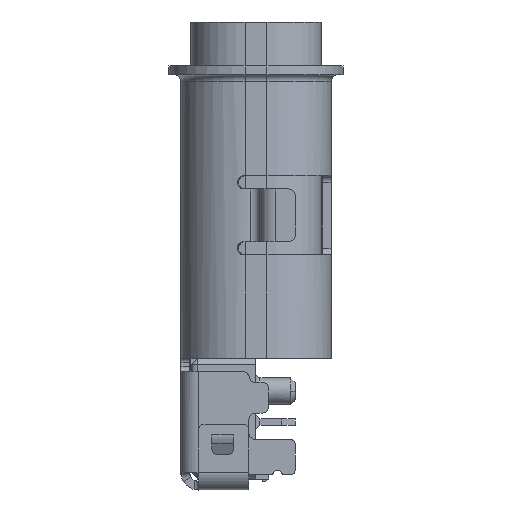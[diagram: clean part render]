
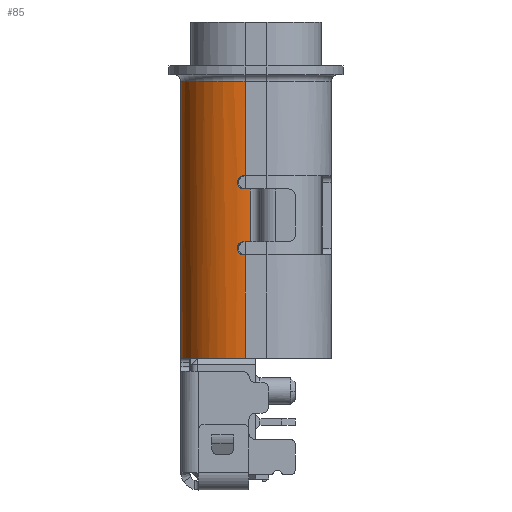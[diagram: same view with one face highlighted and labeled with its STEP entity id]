
A CAD part, left-side view. The second image highlights one B-rep face of the part: STEP entity #85.
In plain terms, the highlighted cylindrical face has radius 1.46 mm (diameter 2.92 mm), a partial arc.
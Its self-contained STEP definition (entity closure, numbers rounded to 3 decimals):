
#85=ADVANCED_FACE('',(#1153),#1154,.T.);
#1153=FACE_OUTER_BOUND('',#3274,.T.);
#1154=CYLINDRICAL_SURFACE('',#3275,1.46);
#3274=EDGE_LOOP('',(#5791,#5792,#5793,#5794,#5795,#5796,#5797,#5798,#5799,#5800,#5801,#5802,#5803,#5804,#5805,#5806));
#3275=AXIS2_PLACEMENT_3D('',#5807,#5808,#5809);
#5791=ORIENTED_EDGE('',*,*,#14318,.T.);
#5792=ORIENTED_EDGE('',*,*,#14358,.T.);
#5793=ORIENTED_EDGE('',*,*,#14359,.T.);
#5794=ORIENTED_EDGE('',*,*,#14127,.T.);
#5795=ORIENTED_EDGE('',*,*,#14360,.T.);
#5796=ORIENTED_EDGE('',*,*,#14361,.T.);
#5797=ORIENTED_EDGE('',*,*,#14362,.T.);
#5798=ORIENTED_EDGE('',*,*,#14363,.T.);
#5799=ORIENTED_EDGE('',*,*,#14364,.T.);
#5800=ORIENTED_EDGE('',*,*,#14365,.T.);
#5801=ORIENTED_EDGE('',*,*,#14366,.T.);
#5802=ORIENTED_EDGE('',*,*,#14367,.T.);
#5803=ORIENTED_EDGE('',*,*,#14368,.F.);
#5804=ORIENTED_EDGE('',*,*,#14369,.F.);
#5805=ORIENTED_EDGE('',*,*,#14338,.T.);
#5806=ORIENTED_EDGE('',*,*,#14347,.T.);
#5807=CARTESIAN_POINT('',(-3.14,0.54,-4.728));
#5808=DIRECTION('',(0.0,0.0,-1.0));
#5809=DIRECTION('',(0.0,1.0,0.0));
#14127=EDGE_CURVE('',#17067,#17064,#17068,.T.);
#14318=EDGE_CURVE('',#17427,#17425,#17428,.T.);
#14338=EDGE_CURVE('',#17465,#17466,#17467,.T.);
#14347=EDGE_CURVE('',#17466,#17427,#17480,.T.);
#14358=EDGE_CURVE('',#17425,#17495,#17496,.T.);
#14359=EDGE_CURVE('',#17495,#17067,#17497,.T.);
#14360=EDGE_CURVE('',#17064,#17498,#17499,.T.);
#14361=EDGE_CURVE('',#17498,#17500,#17501,.T.);
#14362=EDGE_CURVE('',#17500,#17502,#17503,.T.);
#14363=EDGE_CURVE('',#17502,#17504,#17505,.T.);
#14364=EDGE_CURVE('',#17504,#17506,#17507,.T.);
#14365=EDGE_CURVE('',#17506,#17508,#17509,.T.);
#14366=EDGE_CURVE('',#17508,#17510,#17511,.T.);
#14367=EDGE_CURVE('',#17510,#17512,#17513,.T.);
#14368=EDGE_CURVE('',#17514,#17512,#17515,.T.);
#14369=EDGE_CURVE('',#17465,#17514,#17516,.T.);
#17064=VERTEX_POINT('',#21692);
#17067=VERTEX_POINT('',#21696);
#17068=B_SPLINE_CURVE_WITH_KNOTS('',3,(#21697,#21698,#21699,#21700,#21701,#21702,#21703,#21704),.UNSPECIFIED.,.F.,.F.,(4,1,1,1,1,4),(0.,0.2,0.4,0.6,0.8,1.0),.UNSPECIFIED.);
#17425=VERTEX_POINT('',#22214);
#17427=VERTEX_POINT('',#22217);
#17428=CIRCLE('',#22218,1.46);
#17465=VERTEX_POINT('',#22266);
#17466=VERTEX_POINT('',#22267);
#17467=CIRCLE('',#22268,1.46);
#17480=CIRCLE('',#22286,1.46);
#17495=VERTEX_POINT('',#22309);
#17496=LINE('',#22310,#22311);
#17497=CIRCLE('',#22312,1.46);
#17498=VERTEX_POINT('',#22313);
#17499=B_SPLINE_CURVE_WITH_KNOTS('',3,(#22314,#22315,#22316,#22317,#22318,#22319,#22320,#22321),.UNSPECIFIED.,.F.,.F.,(4,1,1,1,1,4),(0.0,0.2,0.4,0.6,0.8,1.0),.UNSPECIFIED.);
#17500=VERTEX_POINT('',#22322);
#17501=CIRCLE('',#22323,1.46);
#17502=VERTEX_POINT('',#22324);
#17503=LINE('',#22325,#22326);
#17504=VERTEX_POINT('',#22327);
#17505=CIRCLE('',#22328,1.46);
#17506=VERTEX_POINT('',#22329);
#17507=B_SPLINE_CURVE_WITH_KNOTS('',3,(#22330,#22331,#22332,#22333,#22334,#22335,#22336,#22337,#22338,#22339,#22340,#22341,#22342),.UNSPECIFIED.,.F.,.F.,(4,1,1,1,1,1,1,1,1,1,4),(0.0,0.1,0.2,0.3,0.4,0.5,0.6,0.7,0.8,0.9,1.0),.UNSPECIFIED.);
#17508=VERTEX_POINT('',#22343);
#17509=CIRCLE('',#22344,1.46);
#17510=VERTEX_POINT('',#22345);
#17511=LINE('',#22346,#22347);
#17512=VERTEX_POINT('',#22348);
#17513=CIRCLE('',#22349,1.46);
#17514=VERTEX_POINT('',#22350);
#17515=LINE('',#22351,#22352);
#17516=B_SPLINE_CURVE_WITH_KNOTS('',3,(#22353,#22354,#22355,#22356,#22357,#22358,#22359,#22360),.UNSPECIFIED.,.F.,.F.,(4,1,1,1,1,4),(0.0,0.2,0.4,0.6,0.8,1.0),.UNSPECIFIED.);
#21692=CARTESIAN_POINT('',(-4.59,0.714,-2.));
#21696=CARTESIAN_POINT('',(-4.6,0.564,-2.15));
#21697=CARTESIAN_POINT('',(-4.6,0.564,-2.15));
#21698=CARTESIAN_POINT('',(-4.6,0.58,-2.15));
#21699=CARTESIAN_POINT('',(-4.599,0.611,-2.145));
#21700=CARTESIAN_POINT('',(-4.596,0.654,-2.123));
#21701=CARTESIAN_POINT('',(-4.593,0.687,-2.09));
#21702=CARTESIAN_POINT('',(-4.59,0.709,-2.047));
#21703=CARTESIAN_POINT('',(-4.59,0.714,-2.016));
#21704=CARTESIAN_POINT('',(-4.59,0.714,-2.));
#22214=CARTESIAN_POINT('',(-4.6,0.54,-4.5));
#22217=CARTESIAN_POINT('',(-4.22,1.522,-4.5));
#22218=AXIS2_PLACEMENT_3D('',#29329,#29330,#29331);
#22266=CARTESIAN_POINT('',(-3.24,1.997,-4.5));
#22267=CARTESIAN_POINT('',(-4.122,1.62,-4.5));
#22268=AXIS2_PLACEMENT_3D('',#29367,#29368,#29369);
#22286=AXIS2_PLACEMENT_3D('',#29384,#29385,#29386);
#22309=CARTESIAN_POINT('',(-4.6,0.54,-2.15));
#22310=CARTESIAN_POINT('',(-4.6,0.54,-4.5));
#22311=VECTOR('',#29401,2.35);
#22312=AXIS2_PLACEMENT_3D('',#29402,#29403,#29404);
#22313=CARTESIAN_POINT('',(-4.6,0.564,-1.85));
#22314=CARTESIAN_POINT('',(-4.59,0.714,-2.));
#22315=CARTESIAN_POINT('',(-4.59,0.714,-1.984));
#22316=CARTESIAN_POINT('',(-4.59,0.709,-1.953));
#22317=CARTESIAN_POINT('',(-4.593,0.687,-1.91));
#22318=CARTESIAN_POINT('',(-4.596,0.654,-1.877));
#22319=CARTESIAN_POINT('',(-4.598,0.611,-1.855));
#22320=CARTESIAN_POINT('',(-4.6,0.58,-1.85));
#22321=CARTESIAN_POINT('',(-4.6,0.564,-1.85));
#22322=CARTESIAN_POINT('',(-4.595,0.417,-1.85));
#22323=AXIS2_PLACEMENT_3D('',#29405,#29406,#29407);
#22324=CARTESIAN_POINT('',(-4.595,0.417,-0.65));
#22325=CARTESIAN_POINT('',(-4.595,0.417,-1.85));
#22326=VECTOR('',#29408,1.2);
#22327=CARTESIAN_POINT('',(-4.6,0.564,-0.65));
#22328=AXIS2_PLACEMENT_3D('',#29409,#29410,#29411);
#22329=CARTESIAN_POINT('',(-4.6,0.564,-0.35));
#22330=CARTESIAN_POINT('',(-4.6,0.564,-0.65));
#22331=CARTESIAN_POINT('',(-4.6,0.58,-0.65));
#22332=CARTESIAN_POINT('',(-4.599,0.611,-0.645));
#22333=CARTESIAN_POINT('',(-4.596,0.653,-0.624));
#22334=CARTESIAN_POINT('',(-4.593,0.687,-0.59));
#22335=CARTESIAN_POINT('',(-4.59,0.709,-0.548));
#22336=CARTESIAN_POINT('',(-4.589,0.716,-0.501));
#22337=CARTESIAN_POINT('',(-4.59,0.709,-0.454));
#22338=CARTESIAN_POINT('',(-4.593,0.688,-0.411));
#22339=CARTESIAN_POINT('',(-4.596,0.655,-0.377));
#22340=CARTESIAN_POINT('',(-4.599,0.611,-0.355));
#22341=CARTESIAN_POINT('',(-4.6,0.58,-0.35));
#22342=CARTESIAN_POINT('',(-4.6,0.564,-0.35));
#22343=CARTESIAN_POINT('',(-4.6,0.54,-0.35));
#22344=AXIS2_PLACEMENT_3D('',#29412,#29413,#29414);
#22345=CARTESIAN_POINT('',(-4.6,0.54,1.8));
#22346=CARTESIAN_POINT('',(-4.6,0.54,-0.35));
#22347=VECTOR('',#29415,2.15);
#22348=CARTESIAN_POINT('',(-3.14,2.0,1.8));
#22349=AXIS2_PLACEMENT_3D('',#29416,#29417,#29418);
#22350=CARTESIAN_POINT('',(-3.14,2.0,-4.6));
#22351=CARTESIAN_POINT('',(-3.14,2.0,-4.6));
#22352=VECTOR('',#29419,6.4);
#22353=CARTESIAN_POINT('',(-3.24,1.997,-4.5));
#22354=CARTESIAN_POINT('',(-3.229,1.997,-4.5));
#22355=CARTESIAN_POINT('',(-3.208,1.999,-4.503));
#22356=CARTESIAN_POINT('',(-3.18,2.,-4.518));
#22357=CARTESIAN_POINT('',(-3.158,2.,-4.54));
#22358=CARTESIAN_POINT('',(-3.143,2.,-4.569));
#22359=CARTESIAN_POINT('',(-3.14,2.0,-4.589));
#22360=CARTESIAN_POINT('',(-3.14,2.0,-4.6));
#29329=CARTESIAN_POINT('',(-3.14,0.54,-4.5));
#29330=DIRECTION('',(0.0,0.0,1.0));
#29331=DIRECTION('',(-0.74,0.673,0.0));
#29367=CARTESIAN_POINT('',(-3.14,0.54,-4.5));
#29368=DIRECTION('',(0.0,0.0,1.0));
#29369=DIRECTION('',(-0.068,0.998,0.0));
#29384=CARTESIAN_POINT('',(-3.14,0.54,-4.5));
#29385=DIRECTION('',(0.0,0.0,1.0));
#29386=DIRECTION('',(-0.673,0.74,0.0));
#29401=DIRECTION('',(0.0,0.0,1.0));
#29402=CARTESIAN_POINT('',(-3.14,0.54,-2.15));
#29403=DIRECTION('',(0.0,0.0,-1.0));
#29404=DIRECTION('',(-1.0,0.0,0.0));
#29405=CARTESIAN_POINT('',(-3.14,0.54,-1.85));
#29406=DIRECTION('',(0.0,0.0,1.0));
#29407=DIRECTION('',(-1.,0.016,0.0));
#29408=DIRECTION('',(0.,0.,1.0));
#29409=CARTESIAN_POINT('',(-3.14,0.54,-0.65));
#29410=DIRECTION('',(-0.0,0.0,-1.0));
#29411=DIRECTION('',(-0.996,-0.084,0.0));
#29412=CARTESIAN_POINT('',(-3.14,0.54,-0.35));
#29413=DIRECTION('',(0.0,0.0,1.0));
#29414=DIRECTION('',(-1.,0.016,0.0));
#29415=DIRECTION('',(0.0,0.0,1.0));
#29416=CARTESIAN_POINT('',(-3.14,0.54,1.8));
#29417=DIRECTION('',(0.0,0.0,-1.0));
#29418=DIRECTION('',(-1.0,0.0,0.0));
#29419=DIRECTION('',(0.0,0.0,1.0));
